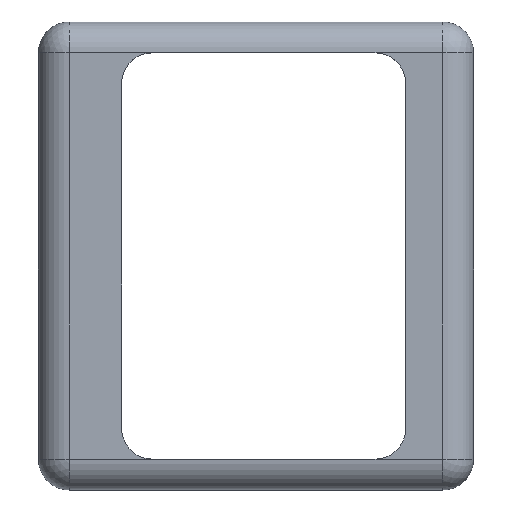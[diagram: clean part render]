
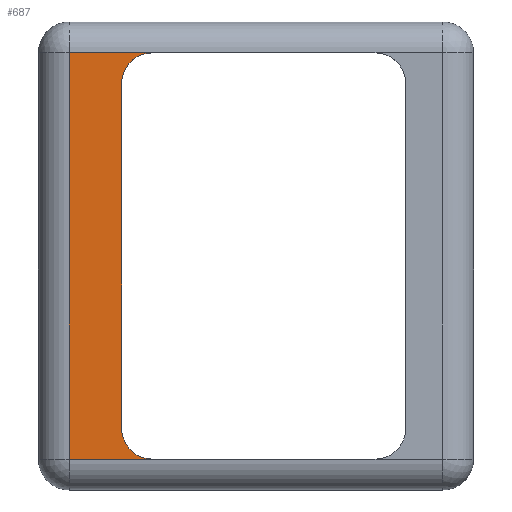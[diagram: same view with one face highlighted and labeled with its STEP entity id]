
A CAD part, top view. The second image highlights one B-rep face of the part: STEP entity #687.
In plain terms, the highlighted planar face has unit normal (0, 0, 1).
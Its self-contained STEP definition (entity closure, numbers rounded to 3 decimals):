
#53=CIRCLE('',#750,2.);
#54=CIRCLE('',#751,2.);
#79=FACE_OUTER_BOUND('',#121,.T.);
#121=EDGE_LOOP('',(#565,#566,#567,#568,#569,#570));
#186=LINE('',#1094,#260);
#190=LINE('',#1113,#264);
#194=LINE('',#1125,#268);
#195=LINE('',#1134,#269);
#260=VECTOR('',#870,5.4);
#264=VECTOR('',#890,5.4);
#268=VECTOR('',#904,26.4);
#269=VECTOR('',#917,22.4);
#327=VERTEX_POINT('',#1083);
#332=VERTEX_POINT('',#1092);
#338=VERTEX_POINT('',#1110);
#339=VERTEX_POINT('',#1112);
#343=VERTEX_POINT('',#1131);
#344=VERTEX_POINT('',#1133);
#404=EDGE_CURVE('',#332,#327,#186,.T.);
#413=EDGE_CURVE('',#338,#339,#190,.T.);
#420=EDGE_CURVE('',#327,#338,#194,.T.);
#423=EDGE_CURVE('',#332,#343,#53,.T.);
#424=EDGE_CURVE('',#343,#344,#195,.T.);
#425=EDGE_CURVE('',#344,#339,#54,.T.);
#565=ORIENTED_EDGE('',*,*,#404,.F.);
#566=ORIENTED_EDGE('',*,*,#423,.T.);
#567=ORIENTED_EDGE('',*,*,#424,.T.);
#568=ORIENTED_EDGE('',*,*,#425,.T.);
#569=ORIENTED_EDGE('',*,*,#413,.F.);
#570=ORIENTED_EDGE('',*,*,#420,.F.);
#655=PLANE('',#749);
#687=ADVANCED_FACE('',(#79),#655,.T.);
#749=AXIS2_PLACEMENT_3D('',#1130,#913,#914);
#750=AXIS2_PLACEMENT_3D('',#1132,#915,#916);
#751=AXIS2_PLACEMENT_3D('',#1135,#918,#919);
#870=DIRECTION('',(-1.,0.,0.));
#890=DIRECTION('',(1.,0.,0.));
#904=DIRECTION('',(0.,1.,0.));
#913=DIRECTION('center_axis',(0.,0.,1.));
#914=DIRECTION('ref_axis',(1.,0.,0.));
#915=DIRECTION('center_axis',(0.,0.,-1.));
#916=DIRECTION('ref_axis',(-1.,0.,0.));
#917=DIRECTION('',(0.,1.,0.));
#918=DIRECTION('center_axis',(0.,0.,-1.));
#919=DIRECTION('ref_axis',(0.,1.,0.));
#1083=CARTESIAN_POINT('',(0.325,13.8,3.));
#1092=CARTESIAN_POINT('',(5.725,13.8,3.));
#1094=CARTESIAN_POINT('',(6.39,13.8,3.));
#1110=CARTESIAN_POINT('',(0.325,40.2,3.));
#1112=CARTESIAN_POINT('',(5.725,40.2,3.));
#1113=CARTESIAN_POINT('',(18.52,40.2,3.));
#1125=CARTESIAN_POINT('',(0.325,33.6,3.));
#1130=CARTESIAN_POINT('Origin',(12.455,27.,3.));
#1131=CARTESIAN_POINT('',(3.725,15.8,3.));
#1132=CARTESIAN_POINT('Origin',(5.725,15.8,3.));
#1133=CARTESIAN_POINT('',(3.725,38.2,3.));
#1134=CARTESIAN_POINT('',(3.725,32.6,3.));
#1135=CARTESIAN_POINT('Origin',(5.725,38.2,3.));
